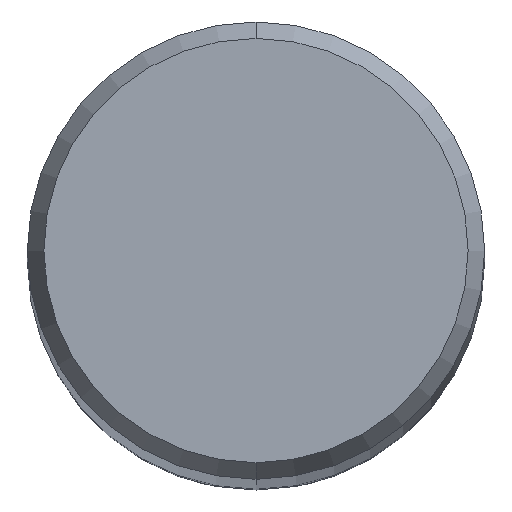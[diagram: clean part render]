
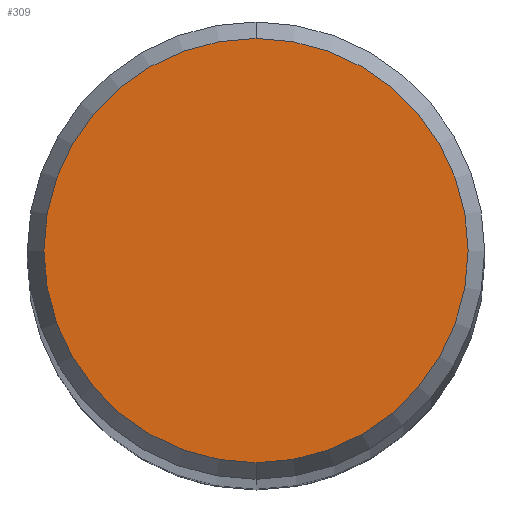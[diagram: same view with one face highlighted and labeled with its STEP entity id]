
A CAD part, top view. The second image highlights one B-rep face of the part: STEP entity #309.
In plain terms, the highlighted planar face has unit normal (0, 0, 1).
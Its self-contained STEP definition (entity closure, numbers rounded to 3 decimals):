
#221=VERTEX_POINT('',#482);
#243=EDGE_CURVE('',#221,#377,#507,.T.);
#309=ADVANCED_FACE('',(#580),#581,.T.);
#337=EDGE_CURVE('',#377,#221,#611,.T.);
#377=VERTEX_POINT('',#654);
#482=CARTESIAN_POINT('',(0.,-2.946,0.));
#507=CIRCLE('',#936,2.946);
#580=FACE_OUTER_BOUND('',#1087,.T.);
#581=PLANE('',#1088);
#611=CIRCLE('',#1158,2.946);
#654=CARTESIAN_POINT('',(0.0,2.946,0.));
#936=AXIS2_PLACEMENT_3D('',#1339,#1340,#1341);
#1087=EDGE_LOOP('',(#1420,#1421));
#1088=AXIS2_PLACEMENT_3D('',#1422,#1423,#1424);
#1158=AXIS2_PLACEMENT_3D('',#1446,#1447,#1448);
#1339=CARTESIAN_POINT('',(0.0,0.0,0.));
#1340=DIRECTION('',(0.0,0.0,-1.0));
#1341=DIRECTION('',(0.0,1.0,0.0));
#1420=ORIENTED_EDGE('',*,*,#337,.F.);
#1421=ORIENTED_EDGE('',*,*,#243,.F.);
#1422=CARTESIAN_POINT('',(0.0,1.473,0.));
#1423=DIRECTION('',(-0.0,0.0,1.0));
#1424=DIRECTION('',(0.0,-1.0,0.0));
#1446=CARTESIAN_POINT('',(0.0,0.0,0.));
#1447=DIRECTION('',(0.0,0.0,-1.0));
#1448=DIRECTION('',(0.0,1.0,0.0));
